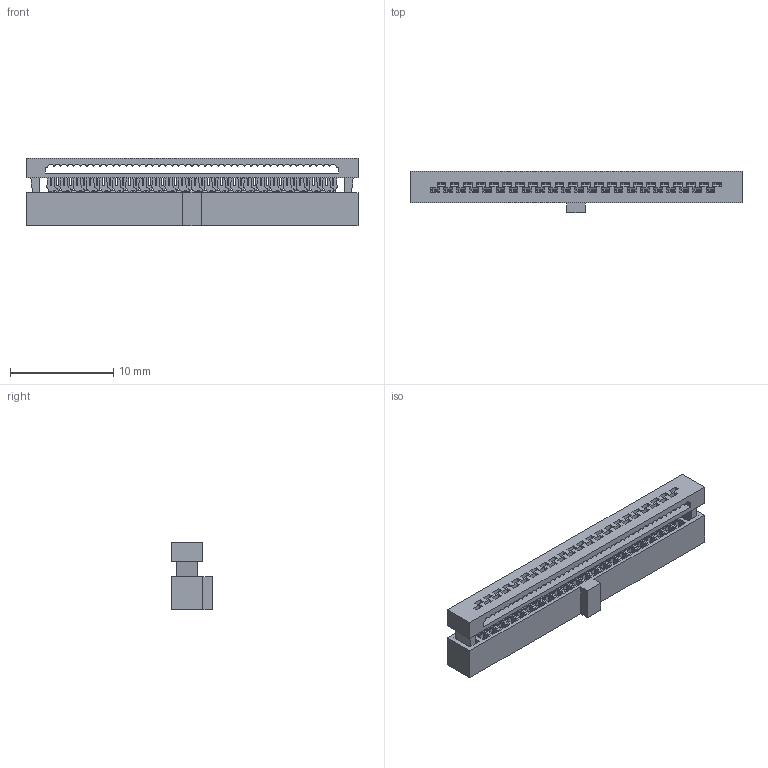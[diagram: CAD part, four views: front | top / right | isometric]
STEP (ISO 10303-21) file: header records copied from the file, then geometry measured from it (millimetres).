
FILE_DESCRIPTION(/* description */ ('Unknown'),/* implementation_level */ '2;1');
FILE_NAME(/* name */ '62704423121',/* time_stamp */ '2020-05-28T10:15:48+02:00',/* author */ ('Unknown'),/* organization */ ('Unknown'),/* preprocessor_version */ 'ST-DEVELOPER v16.7',/* originating_system */ 'DEX',/* authorisation */ $);
FILE_SCHEMA (('AUTOMOTIVE_DESIGN {1 0 10303 214 3 1 1}'));
Length unit declared in the file: millimetre
Products named in the file (4): 6270xx23121_Open; 62704423121; 6270xx23121_Pin; 62704423121_Cable clamp
Assembly tree (46 placements, depth 2):
  6270xx23121_Open
    62704423121
    6270xx23121_Pin  x44
    62704423121_Cable clamp
Bounding box: 32.13 x 4 x 6.53 mm (x, y, z)
Volume: 340.8 mm3; surface area: 2196.4 mm2
Topology: 46 solids, 46 shells, 6641 faces, 18179 edges, 11678 vertices
Faces by surface type: plane 4123, cylinder 2078, bspline 264, torus 176
Entity records: 39180 total; most frequent: CARTESIAN_POINT 6993, ORIENTED_EDGE 6860, DIRECTION 6324, EDGE_CURVE 3430, LINE 2954, VECTOR 2954, VERTEX_POINT 2218, AXIS2_PLACEMENT_3D 1685
